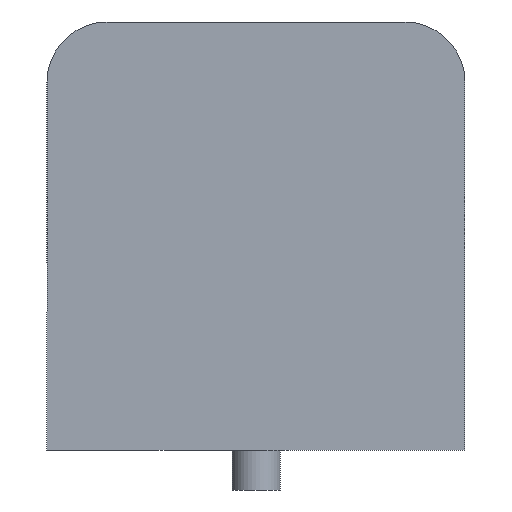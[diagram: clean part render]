
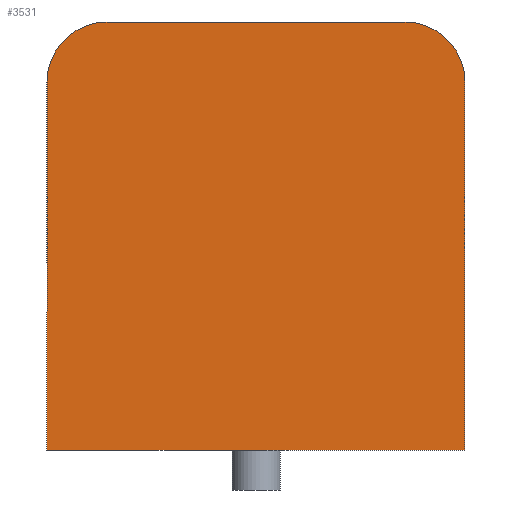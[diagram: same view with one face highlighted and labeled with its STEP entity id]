
A CAD part, front view. The second image highlights one B-rep face of the part: STEP entity #3531.
In plain terms, the highlighted planar face has unit normal (0, -1, 0).
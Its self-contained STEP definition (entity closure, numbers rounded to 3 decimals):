
#103 = CARTESIAN_POINT ( 'NONE',  ( 10.45, -38.85, -21.4 ) ) ;
#127 = DIRECTION ( 'NONE',  ( 0., 0., 1. ) ) ;
#172 = CARTESIAN_POINT ( 'NONE',  ( -7.45, -38.85, -3. ) ) ;
#337 = CARTESIAN_POINT ( 'NONE',  ( 10.45, -38.85, -3. ) ) ;
#355 = AXIS2_PLACEMENT_3D ( 'NONE', #874, #2121, #3042 ) ;
#356 = DIRECTION ( 'NONE',  ( 1., 0., 0. ) ) ;
#434 = DIRECTION ( 'NONE',  ( 0., 0., -1. ) ) ;
#579 = EDGE_CURVE ( 'NONE', #2795, #1958, #1812, .T. ) ;
#604 = PLANE ( 'NONE',  #2485 ) ;
#709 = AXIS2_PLACEMENT_3D ( 'NONE', #172, #3650, #1485 ) ;
#864 = CARTESIAN_POINT ( 'NONE',  ( -10.45, -38.85, -21.4 ) ) ;
#874 = CARTESIAN_POINT ( 'NONE',  ( 7.45, -38.85, -3. ) ) ;
#1007 = LINE ( 'NONE', #1960, #3448 ) ;
#1051 = CIRCLE ( 'NONE', #709, 3. ) ;
#1091 = CARTESIAN_POINT ( 'NONE',  ( -10.45, -38.85, -21.4 ) ) ;
#1108 = ORIENTED_EDGE ( 'NONE', *, *, #579, .F. ) ;
#1256 = CARTESIAN_POINT ( 'NONE',  ( 0., -38.85, 0. ) ) ;
#1276 = CARTESIAN_POINT ( 'NONE',  ( -10.45, -38.85, 0. ) ) ;
#1485 = DIRECTION ( 'NONE',  ( 0., 0., 1. ) ) ;
#1634 = CIRCLE ( 'NONE', #355, 3. ) ;
#1812 = LINE ( 'NONE', #1276, #2791 ) ;
#1868 = EDGE_CURVE ( 'NONE', #3381, #2705, #1007, .T. ) ;
#1937 = EDGE_CURVE ( 'NONE', #2731, #3381, #2724, .T. ) ;
#1958 = VERTEX_POINT ( 'NONE', #2372 ) ;
#1960 = CARTESIAN_POINT ( 'NONE',  ( -10.45, -38.85, -21.4 ) ) ;
#2029 = LINE ( 'NONE', #103, #3953 ) ;
#2107 = EDGE_CURVE ( 'NONE', #2561, #2731, #2029, .T. ) ;
#2121 = DIRECTION ( 'NONE',  ( 0., -1., 0. ) ) ;
#2160 = DIRECTION ( 'NONE',  ( 0., 1., 0. ) ) ;
#2284 = CARTESIAN_POINT ( 'NONE',  ( -7.45, -38.85, 0. ) ) ;
#2302 = FACE_OUTER_BOUND ( 'NONE', #2629, .T. ) ;
#2372 = CARTESIAN_POINT ( 'NONE',  ( 7.45, -38.85, 0. ) ) ;
#2485 = AXIS2_PLACEMENT_3D ( 'NONE', #1256, #2160, #3114 ) ;
#2487 = ORIENTED_EDGE ( 'NONE', *, *, #3922, .T. ) ;
#2519 = VECTOR ( 'NONE', #3313, 1000. ) ;
#2561 = VERTEX_POINT ( 'NONE', #337 ) ;
#2629 = EDGE_LOOP ( 'NONE', ( #1108, #3079, #2695, #3103, #2915, #2487 ) ) ;
#2695 = ORIENTED_EDGE ( 'NONE', *, *, #1868, .F. ) ;
#2705 = VERTEX_POINT ( 'NONE', #3468 ) ;
#2724 = LINE ( 'NONE', #864, #2519 ) ;
#2731 = VERTEX_POINT ( 'NONE', #2935 ) ;
#2791 = VECTOR ( 'NONE', #356, 1000. ) ;
#2795 = VERTEX_POINT ( 'NONE', #2284 ) ;
#2839 = EDGE_CURVE ( 'NONE', #2795, #2705, #1051, .T. ) ;
#2915 = ORIENTED_EDGE ( 'NONE', *, *, #2107, .F. ) ;
#2935 = CARTESIAN_POINT ( 'NONE',  ( 10.45, -38.85, -21.4 ) ) ;
#3042 = DIRECTION ( 'NONE',  ( 0., 0., 1. ) ) ;
#3079 = ORIENTED_EDGE ( 'NONE', *, *, #2839, .T. ) ;
#3103 = ORIENTED_EDGE ( 'NONE', *, *, #1937, .F. ) ;
#3114 = DIRECTION ( 'NONE',  ( 0., 0., 1. ) ) ;
#3313 = DIRECTION ( 'NONE',  ( -1., 0., 0. ) ) ;
#3381 = VERTEX_POINT ( 'NONE', #1091 ) ;
#3448 = VECTOR ( 'NONE', #127, 1000. ) ;
#3468 = CARTESIAN_POINT ( 'NONE',  ( -10.45, -38.85, -3. ) ) ;
#3531 = ADVANCED_FACE ( 'NONE', ( #2302 ), #604, .F. ) ;
#3650 = DIRECTION ( 'NONE',  ( 0., -1., 0. ) ) ;
#3922 = EDGE_CURVE ( 'NONE', #2561, #1958, #1634, .T. ) ;
#3953 = VECTOR ( 'NONE', #434, 1000. ) ;
